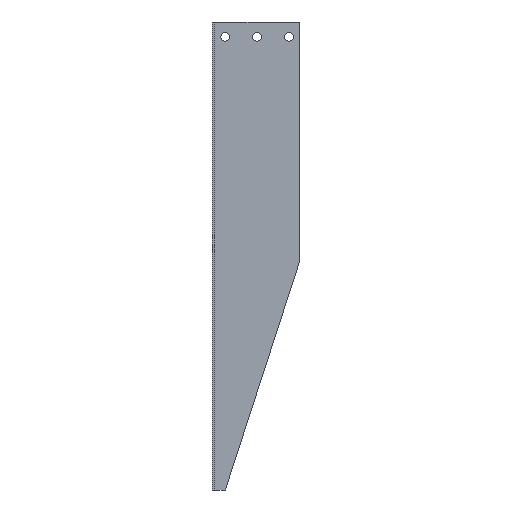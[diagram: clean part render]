
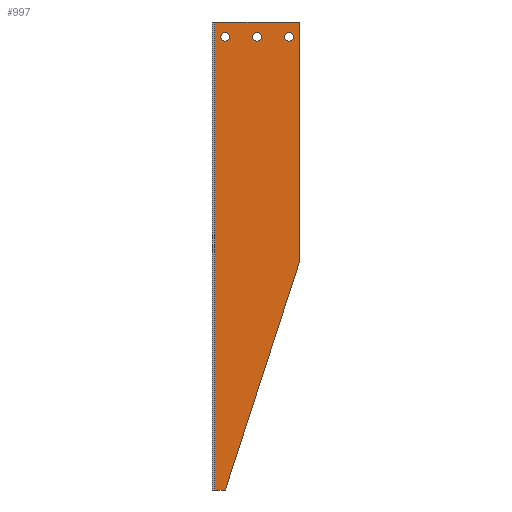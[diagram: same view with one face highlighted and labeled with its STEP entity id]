
A CAD part, front view. The second image highlights one B-rep face of the part: STEP entity #997.
In plain terms, the highlighted planar face has unit normal (0, -1, 0).
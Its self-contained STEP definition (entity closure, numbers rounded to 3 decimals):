
#41=FACE_BOUND('',#152,.T.);
#42=FACE_BOUND('',#153,.T.);
#43=FACE_BOUND('',#154,.T.);
#71=CIRCLE('',#1085,4.1);
#72=CIRCLE('',#1086,4.1);
#73=CIRCLE('',#1087,4.1);
#95=FACE_OUTER_BOUND('',#151,.T.);
#151=EDGE_LOOP('',(#683,#684,#685,#686,#687,#688,#689));
#152=EDGE_LOOP('',(#690));
#153=EDGE_LOOP('',(#691));
#154=EDGE_LOOP('',(#692));
#236=LINE('',#1512,#336);
#237=LINE('',#1515,#337);
#238=LINE('',#1517,#338);
#239=LINE('',#1519,#339);
#240=LINE('',#1521,#340);
#241=LINE('',#1523,#341);
#242=LINE('',#1524,#342);
#336=VECTOR('',#1215,10.);
#337=VECTOR('',#1218,10.);
#338=VECTOR('',#1219,10.);
#339=VECTOR('',#1220,10.);
#340=VECTOR('',#1221,10.);
#341=VECTOR('',#1222,10.);
#342=VECTOR('',#1223,10.);
#449=VERTEX_POINT('',#1505);
#452=VERTEX_POINT('',#1510);
#453=VERTEX_POINT('',#1514);
#454=VERTEX_POINT('',#1516);
#455=VERTEX_POINT('',#1518);
#456=VERTEX_POINT('',#1520);
#457=VERTEX_POINT('',#1522);
#458=VERTEX_POINT('',#1525);
#459=VERTEX_POINT('',#1527);
#460=VERTEX_POINT('',#1529);
#544=EDGE_CURVE('',#449,#452,#236,.T.);
#545=EDGE_CURVE('',#453,#449,#237,.T.);
#546=EDGE_CURVE('',#452,#454,#238,.T.);
#547=EDGE_CURVE('',#454,#455,#239,.T.);
#548=EDGE_CURVE('',#455,#456,#240,.T.);
#549=EDGE_CURVE('',#456,#457,#241,.T.);
#550=EDGE_CURVE('',#453,#457,#242,.T.);
#551=EDGE_CURVE('',#458,#458,#71,.T.);
#552=EDGE_CURVE('',#459,#459,#72,.T.);
#553=EDGE_CURVE('',#460,#460,#73,.T.);
#683=ORIENTED_EDGE('',*,*,#545,.T.);
#684=ORIENTED_EDGE('',*,*,#544,.T.);
#685=ORIENTED_EDGE('',*,*,#546,.T.);
#686=ORIENTED_EDGE('',*,*,#547,.T.);
#687=ORIENTED_EDGE('',*,*,#548,.T.);
#688=ORIENTED_EDGE('',*,*,#549,.T.);
#689=ORIENTED_EDGE('',*,*,#550,.F.);
#690=ORIENTED_EDGE('',*,*,#551,.T.);
#691=ORIENTED_EDGE('',*,*,#552,.T.);
#692=ORIENTED_EDGE('',*,*,#553,.T.);
#919=PLANE('',#1084);
#997=ADVANCED_FACE('',(#95,#41,#42,#43),#919,.F.);
#1084=AXIS2_PLACEMENT_3D('',#1513,#1216,#1217);
#1085=AXIS2_PLACEMENT_3D('',#1526,#1224,#1225);
#1086=AXIS2_PLACEMENT_3D('',#1528,#1226,#1227);
#1087=AXIS2_PLACEMENT_3D('',#1530,#1228,#1229);
#1215=DIRECTION('',(0.309,0.,0.951));
#1216=DIRECTION('center_axis',(0.,1.,0.));
#1217=DIRECTION('ref_axis',(0.,0.,1.));
#1218=DIRECTION('',(1.,0.,0.));
#1219=DIRECTION('',(0.,0.,1.));
#1220=DIRECTION('',(-1.,0.,0.));
#1221=DIRECTION('',(-1.,0.,0.));
#1222=DIRECTION('',(0.,0.,-1.));
#1223=DIRECTION('',(-1.,0.,0.));
#1224=DIRECTION('center_axis',(0.,1.,0.));
#1225=DIRECTION('ref_axis',(-1.,0.,0.));
#1226=DIRECTION('center_axis',(0.,1.,0.));
#1227=DIRECTION('ref_axis',(-1.,0.,0.));
#1228=DIRECTION('center_axis',(0.,1.,0.));
#1229=DIRECTION('ref_axis',(-1.,0.,0.));
#1505=CARTESIAN_POINT('',(-69.735,0.,-440.));
#1510=CARTESIAN_POINT('',(0.,0.,-225.379));
#1512=CARTESIAN_POINT('',(-1.167,0.,-228.971));
#1513=CARTESIAN_POINT('Origin',(-41.,0.,-220.));
#1514=CARTESIAN_POINT('',(-78.,0.,-440.));
#1515=CARTESIAN_POINT('',(-82.,0.,-440.));
#1516=CARTESIAN_POINT('',(0.,0.,0.));
#1517=CARTESIAN_POINT('',(0.,0.,-440.));
#1518=CARTESIAN_POINT('',(-78.,0.,0.));
#1519=CARTESIAN_POINT('',(0.,0.,0.));
#1520=CARTESIAN_POINT('',(-80.,0.,0.));
#1521=CARTESIAN_POINT('',(-61.5,0.,0.));
#1522=CARTESIAN_POINT('',(-80.,0.,-440.));
#1523=CARTESIAN_POINT('',(-80.,0.,-220.));
#1524=CARTESIAN_POINT('',(-61.5,0.,-440.));
#1525=CARTESIAN_POINT('',(-5.9,0.,-14.));
#1526=CARTESIAN_POINT('Origin',(-10.,0.,-14.));
#1527=CARTESIAN_POINT('',(-65.9,0.,-14.));
#1528=CARTESIAN_POINT('Origin',(-70.,0.,-14.));
#1529=CARTESIAN_POINT('',(-35.9,0.,-14.));
#1530=CARTESIAN_POINT('Origin',(-40.,0.,-14.));
